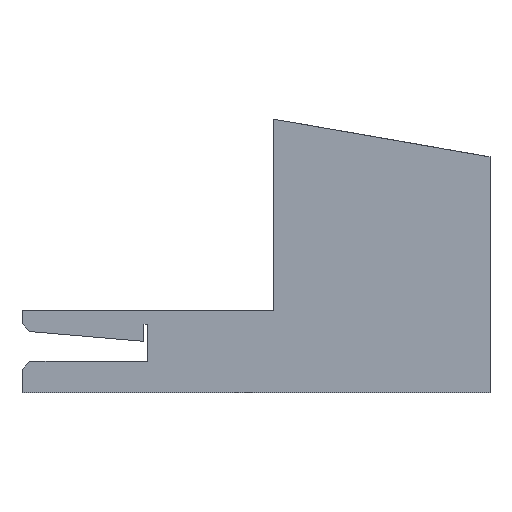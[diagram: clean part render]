
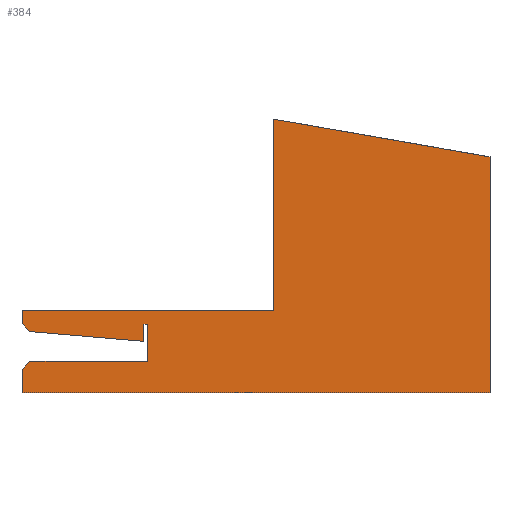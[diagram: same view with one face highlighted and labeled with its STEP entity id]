
A CAD part, left-side view. The second image highlights one B-rep face of the part: STEP entity #384.
In plain terms, the highlighted planar face has unit normal (-1, 0, 0).
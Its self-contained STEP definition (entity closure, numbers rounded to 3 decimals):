
#384=ADVANCED_FACE('',(#949),#950,.T.);
#548=VERTEX_POINT('',#1114);
#552=VERTEX_POINT('',#1118);
#554=EDGE_CURVE('',#548,#552,#1120,.T.);
#558=VERTEX_POINT('',#1124);
#562=VERTEX_POINT('',#1128);
#564=EDGE_CURVE('',#558,#562,#1130,.T.);
#576=VERTEX_POINT('',#1142);
#580=EDGE_CURVE('',#576,#558,#1146,.T.);
#582=VERTEX_POINT('',#1148);
#586=VERTEX_POINT('',#1152);
#588=EDGE_CURVE('',#582,#586,#1154,.T.);
#618=VERTEX_POINT('',#1184);
#622=EDGE_CURVE('',#618,#582,#1188,.T.);
#624=EDGE_CURVE('',#586,#576,#1190,.T.);
#626=VERTEX_POINT('',#1192);
#628=EDGE_CURVE('',#562,#626,#1194,.T.);
#632=EDGE_CURVE('',#626,#548,#1198,.T.);
#634=VERTEX_POINT('',#1200);
#636=EDGE_CURVE('',#552,#634,#1202,.T.);
#640=VERTEX_POINT('',#1206);
#642=EDGE_CURVE('',#634,#640,#1208,.T.);
#646=VERTEX_POINT('',#1212);
#648=EDGE_CURVE('',#640,#646,#1214,.T.);
#652=VERTEX_POINT('',#1218);
#654=EDGE_CURVE('',#646,#652,#1220,.T.);
#658=VERTEX_POINT('',#1224);
#660=EDGE_CURVE('',#652,#658,#1226,.T.);
#664=EDGE_CURVE('',#658,#618,#1230,.T.);
#949=FACE_OUTER_BOUND('',#1505,.T.);
#950=PLANE('',#1506);
#1114=CARTESIAN_POINT('',(0.0,58.5,4.0));
#1118=CARTESIAN_POINT('',(0.0,43.5,4.0));
#1120=LINE('',#1767,#1768);
#1124=CARTESIAN_POINT('',(0.0,0.0,0.0));
#1128=CARTESIAN_POINT('',(0.0,59.5,0.0));
#1130=LINE('',#1783,#1784);
#1142=CARTESIAN_POINT('',(0.0,0.0,30.0));
#1146=LINE('',#1809,#1810);
#1148=CARTESIAN_POINT('',(0.0,27.5,10.5));
#1152=CARTESIAN_POINT('',(0.0,27.5,34.8));
#1154=LINE('',#1821,#1822);
#1184=CARTESIAN_POINT('',(0.0,59.5,10.5));
#1188=LINE('',#1877,#1878);
#1190=LINE('',#1881,#1882);
#1192=CARTESIAN_POINT('',(0.0,59.5,3.0));
#1194=LINE('',#1887,#1888);
#1198=LINE('',#1895,#1896);
#1200=CARTESIAN_POINT('',(0.0,43.5,8.75));
#1202=LINE('',#1901,#1902);
#1206=CARTESIAN_POINT('',(0.0,44.0,8.75));
#1208=LINE('',#1911,#1912);
#1212=CARTESIAN_POINT('',(0.0,44.0,6.55));
#1214=LINE('',#1921,#1922);
#1218=CARTESIAN_POINT('',(0.0,58.5,7.8));
#1220=LINE('',#1931,#1932);
#1224=CARTESIAN_POINT('',(0.0,59.5,8.8));
#1226=LINE('',#1941,#1942);
#1230=LINE('',#1949,#1950);
#1505=EDGE_LOOP('',(#2468,#2469,#2470,#2471,#2472,#2473,#2474,#2475,#2476,#2477,#2478,#2479,#2480,#2481));
#1506=AXIS2_PLACEMENT_3D('',#2482,#2483,#2484);
#1767=CARTESIAN_POINT('',(0.0,58.5,4.0));
#1768=VECTOR('',#2540,1.0);
#1783=CARTESIAN_POINT('',(0.0,0.0,0.0));
#1784=VECTOR('',#2543,1.0);
#1809=CARTESIAN_POINT('',(0.0,0.0,30.0));
#1810=VECTOR('',#2548,1.0);
#1821=CARTESIAN_POINT('',(0.0,27.5,10.5));
#1822=VECTOR('',#2550,1.0);
#1877=CARTESIAN_POINT('',(0.0,59.5,10.5));
#1878=VECTOR('',#2561,1.0);
#1881=CARTESIAN_POINT('',(0.0,27.5,34.8));
#1882=VECTOR('',#2562,1.0);
#1887=CARTESIAN_POINT('',(0.0,59.5,0.0));
#1888=VECTOR('',#2563,1.0);
#1895=CARTESIAN_POINT('',(0.0,59.5,3.0));
#1896=VECTOR('',#2565,1.0);
#1901=CARTESIAN_POINT('',(0.0,43.5,4.0));
#1902=VECTOR('',#2566,1.0);
#1911=CARTESIAN_POINT('',(0.0,43.5,8.75));
#1912=VECTOR('',#2568,1.0);
#1921=CARTESIAN_POINT('',(0.0,44.0,8.75));
#1922=VECTOR('',#2570,1.0);
#1931=CARTESIAN_POINT('',(0.0,44.0,6.55));
#1932=VECTOR('',#2572,1.0);
#1941=CARTESIAN_POINT('',(0.0,58.5,7.8));
#1942=VECTOR('',#2574,1.0);
#1949=CARTESIAN_POINT('',(0.0,59.5,10.4));
#1950=VECTOR('',#2576,1.0);
#2468=ORIENTED_EDGE('',*,*,#588,.F.);
#2469=ORIENTED_EDGE('',*,*,#622,.F.);
#2470=ORIENTED_EDGE('',*,*,#664,.F.);
#2471=ORIENTED_EDGE('',*,*,#660,.F.);
#2472=ORIENTED_EDGE('',*,*,#654,.F.);
#2473=ORIENTED_EDGE('',*,*,#648,.F.);
#2474=ORIENTED_EDGE('',*,*,#642,.F.);
#2475=ORIENTED_EDGE('',*,*,#636,.F.);
#2476=ORIENTED_EDGE('',*,*,#554,.F.);
#2477=ORIENTED_EDGE('',*,*,#632,.F.);
#2478=ORIENTED_EDGE('',*,*,#628,.F.);
#2479=ORIENTED_EDGE('',*,*,#564,.F.);
#2480=ORIENTED_EDGE('',*,*,#580,.F.);
#2481=ORIENTED_EDGE('',*,*,#624,.F.);
#2482=CARTESIAN_POINT('',(0.0,29.769,11.429));
#2483=DIRECTION('',(-1.0,0.0,0.0));
#2484=DIRECTION('',(0.0,1.0,0.0));
#2540=DIRECTION('',(0.0,-1.0,0.0));
#2543=DIRECTION('',(0.0,1.0,0.0));
#2548=DIRECTION('',(0.0,0.0,-1.0));
#2550=DIRECTION('',(0.0,0.0,1.0));
#2561=DIRECTION('',(0.0,-1.0,0.0));
#2562=DIRECTION('',(0.0,-0.985,-0.172));
#2563=DIRECTION('',(0.0,0.0,1.0));
#2565=DIRECTION('',(0.0,-0.707,0.707));
#2566=DIRECTION('',(0.0,0.0,1.0));
#2568=DIRECTION('',(0.0,1.0,0.0));
#2570=DIRECTION('',(0.0,0.0,-1.0));
#2572=DIRECTION('',(0.0,0.996,0.086));
#2574=DIRECTION('',(0.0,0.707,0.707));
#2576=DIRECTION('',(0.0,0.0,1.0));
